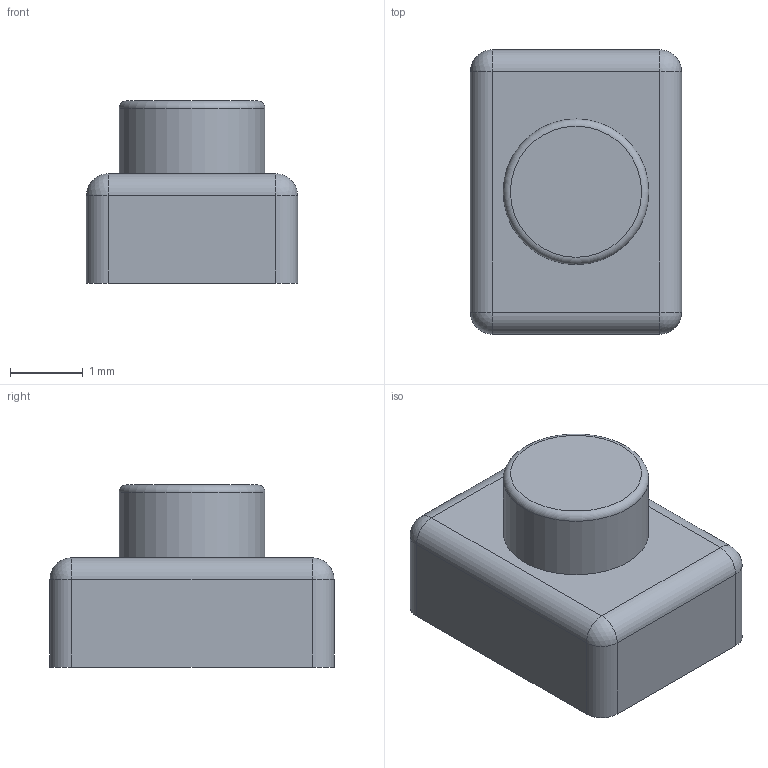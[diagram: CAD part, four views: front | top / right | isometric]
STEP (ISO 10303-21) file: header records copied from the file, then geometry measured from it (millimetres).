
FILE_DESCRIPTION(/* description */ (''),/* implementation_level */ '2;1');
FILE_NAME(/* name */ 'Push_button_PTS820 J20KP SMTR LFS v1.step',/* time_stamp */ '2021-04-23T11:38:04+02:00',/* author */ (''),/* organization */ (''),/* preprocessor_version */ 'ST-DEVELOPER v18.1',/* originating_system */ 'Autodesk Translation Framework v9.10.0.1330',/* authorisation */ '');
FILE_SCHEMA (('AUTOMOTIVE_DESIGN { 1 0 10303 214 3 1 1 }'));
Length unit declared in the file: millimetre
Products named in the file (1): Push_button_PTS820 J20KP SMTR LFS
Bounding box: 2.9 x 3.9 x 2.5 mm (x, y, z)
Volume: 19.7 mm3; surface area: 52.7 mm2
Topology: 2 solids, 2 shells, 22 faces, 42 edges, 24 vertices
Faces by surface type: cylinder 9, plane 8, sphere 4, torus 1
Full cylindrical faces by diameter (mm): 2 x1
Entity records: 597 total; most frequent: DIRECTION 109, CARTESIAN_POINT 89, ORIENTED_EDGE 84, AXIS2_PLACEMENT_3D 44, EDGE_CURVE 42, VERTEX_POINT 24, FACE_OUTER_BOUND 22, EDGE_LOOP 22
